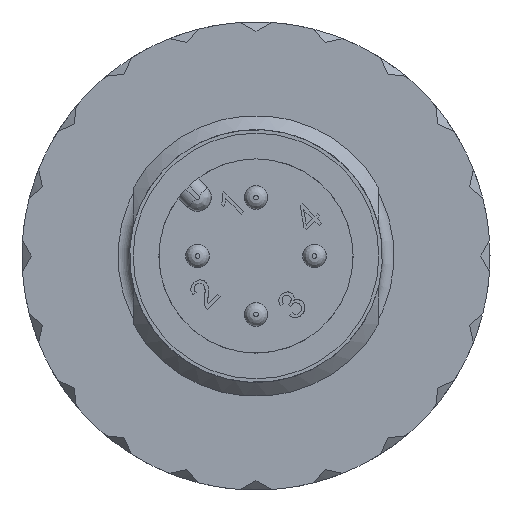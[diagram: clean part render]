
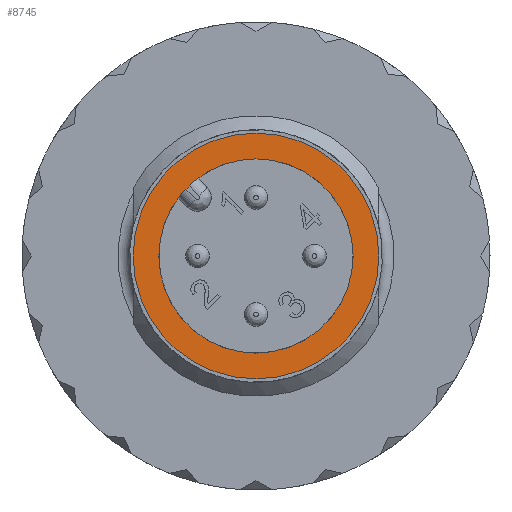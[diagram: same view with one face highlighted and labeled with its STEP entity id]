
A CAD part, front view. The second image highlights one B-rep face of the part: STEP entity #8745.
In plain terms, the highlighted planar face has unit normal (0, -1, 0).
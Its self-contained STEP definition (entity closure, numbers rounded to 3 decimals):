
#433 = CYLINDRICAL_SURFACE('',#434,4.15);
#434 = AXIS2_PLACEMENT_3D('',#435,#436,#437);
#435 = CARTESIAN_POINT('',(0.,-14.75,
    0.));
#436 = DIRECTION('',(0.,1.,0.));
#437 = DIRECTION('',(0.,0.,1.));
#8539 = CYLINDRICAL_SURFACE('',#8540,5.25);
#8540 = AXIS2_PLACEMENT_3D('',#8541,#8542,#8543);
#8541 = CARTESIAN_POINT('',(0.,-18.7,
    0.));
#8542 = DIRECTION('',(0.,1.,0.));
#8543 = DIRECTION('',(0.,0.,1.));
#8590 = VERTEX_POINT('',#8591);
#8591 = CARTESIAN_POINT('',(0.,-19.2,5.25));
#8611 = EDGE_CURVE('',#8590,#8590,#8612,.T.);
#8612 = SURFACE_CURVE('',#8613,(#8618,#8647),.PCURVE_S1.);
#8613 = CIRCLE('',#8614,5.25);
#8614 = AXIS2_PLACEMENT_3D('',#8615,#8616,#8617);
#8615 = CARTESIAN_POINT('',(0.,-19.2,
    0.));
#8616 = DIRECTION('',(0.,1.,0.));
#8617 = DIRECTION('',(0.,0.,1.));
#8618 = PCURVE('',#8539,#8619);
#8619 = DEFINITIONAL_REPRESENTATION('',(#8620),#8646);
#8620 = B_SPLINE_CURVE_WITH_KNOTS('',3,(#8621,#8622,#8623,#8624,#8625,
    #8626,#8627,#8628,#8629,#8630,#8631,#8632,#8633,#8634,#8635,#8636,
    #8637,#8638,#8639,#8640,#8641,#8642,#8643,#8644,#8645),
  .UNSPECIFIED.,.F.,.F.,(4,1,1,1,1,1,1,1,1,1,1,1,1,1,1,1,1,1,1,1,1,1,4),
  (0.,0.286,0.571,0.857,1.142,
    1.428,1.714,1.999,2.285,
    2.57,2.856,3.142,3.427,
    3.713,3.998,4.284,4.57,
    4.855,5.141,5.426,5.712,
    5.998,6.283),.QUASI_UNIFORM_KNOTS.);
#8621 = CARTESIAN_POINT('',(0.,-0.5));
#8622 = CARTESIAN_POINT('',(0.095,-0.5));
#8623 = CARTESIAN_POINT('',(0.286,-0.5));
#8624 = CARTESIAN_POINT('',(0.571,-0.5));
#8625 = CARTESIAN_POINT('',(0.857,-0.5));
#8626 = CARTESIAN_POINT('',(1.142,-0.5));
#8627 = CARTESIAN_POINT('',(1.428,-0.5));
#8628 = CARTESIAN_POINT('',(1.714,-0.5));
#8629 = CARTESIAN_POINT('',(1.999,-0.5));
#8630 = CARTESIAN_POINT('',(2.285,-0.5));
#8631 = CARTESIAN_POINT('',(2.57,-0.5));
#8632 = CARTESIAN_POINT('',(2.856,-0.5));
#8633 = CARTESIAN_POINT('',(3.142,-0.5));
#8634 = CARTESIAN_POINT('',(3.427,-0.5));
#8635 = CARTESIAN_POINT('',(3.713,-0.5));
#8636 = CARTESIAN_POINT('',(3.998,-0.5));
#8637 = CARTESIAN_POINT('',(4.284,-0.5));
#8638 = CARTESIAN_POINT('',(4.57,-0.5));
#8639 = CARTESIAN_POINT('',(4.855,-0.5));
#8640 = CARTESIAN_POINT('',(5.141,-0.5));
#8641 = CARTESIAN_POINT('',(5.426,-0.5));
#8642 = CARTESIAN_POINT('',(5.712,-0.5));
#8643 = CARTESIAN_POINT('',(5.998,-0.5));
#8644 = CARTESIAN_POINT('',(6.188,-0.5));
#8645 = CARTESIAN_POINT('',(6.283,-0.5));
#8646 = ( GEOMETRIC_REPRESENTATION_CONTEXT(2) 
PARAMETRIC_REPRESENTATION_CONTEXT() REPRESENTATION_CONTEXT('2D SPACE',''
  ) );
#8647 = PCURVE('',#8648,#8653);
#8648 = PLANE('',#8649);
#8649 = AXIS2_PLACEMENT_3D('',#8650,#8651,#8652);
#8650 = CARTESIAN_POINT('',(0.,-19.2,4.7));
#8651 = DIRECTION('',(0.,-1.,0.));
#8652 = DIRECTION('',(0.,0.,-1.));
#8653 = DEFINITIONAL_REPRESENTATION('',(#8654),#8662);
#8654 = ( BOUNDED_CURVE() B_SPLINE_CURVE(2,(#8655,#8656,#8657,#8658,
#8659,#8660,#8661),.UNSPECIFIED.,.F.,.F.) B_SPLINE_CURVE_WITH_KNOTS((1,2
    ,2,2,2,1),(-2.094,0.,2.094,4.189,
6.283,8.378),.UNSPECIFIED.) CURVE() 
GEOMETRIC_REPRESENTATION_ITEM() RATIONAL_B_SPLINE_CURVE((1.,0.5,1.,0.5,
1.,0.5,1.)) REPRESENTATION_ITEM('') );
#8655 = CARTESIAN_POINT('',(-0.55,0.));
#8656 = CARTESIAN_POINT('',(-0.55,9.093));
#8657 = CARTESIAN_POINT('',(7.325,4.547));
#8658 = CARTESIAN_POINT('',(15.2,0.));
#8659 = CARTESIAN_POINT('',(7.325,-4.547));
#8660 = CARTESIAN_POINT('',(-0.55,-9.093));
#8661 = CARTESIAN_POINT('',(-0.55,0.));
#8662 = ( GEOMETRIC_REPRESENTATION_CONTEXT(2) 
PARAMETRIC_REPRESENTATION_CONTEXT() REPRESENTATION_CONTEXT('2D SPACE',''
  ) );
#8674 = VERTEX_POINT('',#8675);
#8675 = CARTESIAN_POINT('',(0.,-19.2,4.15));
#8695 = EDGE_CURVE('',#8674,#8674,#8696,.T.);
#8696 = SURFACE_CURVE('',#8697,(#8702,#8731),.PCURVE_S1.);
#8697 = CIRCLE('',#8698,4.15);
#8698 = AXIS2_PLACEMENT_3D('',#8699,#8700,#8701);
#8699 = CARTESIAN_POINT('',(0.,-19.2,
    0.));
#8700 = DIRECTION('',(0.,1.,0.));
#8701 = DIRECTION('',(0.,0.,1.));
#8702 = PCURVE('',#433,#8703);
#8703 = DEFINITIONAL_REPRESENTATION('',(#8704),#8730);
#8704 = B_SPLINE_CURVE_WITH_KNOTS('',3,(#8705,#8706,#8707,#8708,#8709,
    #8710,#8711,#8712,#8713,#8714,#8715,#8716,#8717,#8718,#8719,#8720,
    #8721,#8722,#8723,#8724,#8725,#8726,#8727,#8728,#8729),
  .UNSPECIFIED.,.F.,.F.,(4,1,1,1,1,1,1,1,1,1,1,1,1,1,1,1,1,1,1,1,1,1,4),
  (0.,0.286,0.571,0.857,1.142,
    1.428,1.714,1.999,2.285,
    2.57,2.856,3.142,3.427,
    3.713,3.998,4.284,4.57,
    4.855,5.141,5.426,5.712,
    5.998,6.283),.QUASI_UNIFORM_KNOTS.);
#8705 = CARTESIAN_POINT('',(0.,-4.45));
#8706 = CARTESIAN_POINT('',(0.095,-4.45));
#8707 = CARTESIAN_POINT('',(0.286,-4.45));
#8708 = CARTESIAN_POINT('',(0.571,-4.45));
#8709 = CARTESIAN_POINT('',(0.857,-4.45));
#8710 = CARTESIAN_POINT('',(1.142,-4.45));
#8711 = CARTESIAN_POINT('',(1.428,-4.45));
#8712 = CARTESIAN_POINT('',(1.714,-4.45));
#8713 = CARTESIAN_POINT('',(1.999,-4.45));
#8714 = CARTESIAN_POINT('',(2.285,-4.45));
#8715 = CARTESIAN_POINT('',(2.57,-4.45));
#8716 = CARTESIAN_POINT('',(2.856,-4.45));
#8717 = CARTESIAN_POINT('',(3.142,-4.45));
#8718 = CARTESIAN_POINT('',(3.427,-4.45));
#8719 = CARTESIAN_POINT('',(3.713,-4.45));
#8720 = CARTESIAN_POINT('',(3.998,-4.45));
#8721 = CARTESIAN_POINT('',(4.284,-4.45));
#8722 = CARTESIAN_POINT('',(4.57,-4.45));
#8723 = CARTESIAN_POINT('',(4.855,-4.45));
#8724 = CARTESIAN_POINT('',(5.141,-4.45));
#8725 = CARTESIAN_POINT('',(5.426,-4.45));
#8726 = CARTESIAN_POINT('',(5.712,-4.45));
#8727 = CARTESIAN_POINT('',(5.998,-4.45));
#8728 = CARTESIAN_POINT('',(6.188,-4.45));
#8729 = CARTESIAN_POINT('',(6.283,-4.45));
#8730 = ( GEOMETRIC_REPRESENTATION_CONTEXT(2) 
PARAMETRIC_REPRESENTATION_CONTEXT() REPRESENTATION_CONTEXT('2D SPACE',''
  ) );
#8731 = PCURVE('',#8648,#8732);
#8732 = DEFINITIONAL_REPRESENTATION('',(#8733),#8741);
#8733 = ( BOUNDED_CURVE() B_SPLINE_CURVE(2,(#8734,#8735,#8736,#8737,
#8738,#8739,#8740),.UNSPECIFIED.,.F.,.F.) B_SPLINE_CURVE_WITH_KNOTS((1,2
    ,2,2,2,1),(-2.094,0.,2.094,4.189,
6.283,8.378),.UNSPECIFIED.) CURVE() 
GEOMETRIC_REPRESENTATION_ITEM() RATIONAL_B_SPLINE_CURVE((1.,0.5,1.,0.5,
1.,0.5,1.)) REPRESENTATION_ITEM('') );
#8734 = CARTESIAN_POINT('',(0.55,0.));
#8735 = CARTESIAN_POINT('',(0.55,7.188));
#8736 = CARTESIAN_POINT('',(6.775,3.594));
#8737 = CARTESIAN_POINT('',(13.,0.));
#8738 = CARTESIAN_POINT('',(6.775,-3.594));
#8739 = CARTESIAN_POINT('',(0.55,-7.188));
#8740 = CARTESIAN_POINT('',(0.55,0.));
#8741 = ( GEOMETRIC_REPRESENTATION_CONTEXT(2) 
PARAMETRIC_REPRESENTATION_CONTEXT() REPRESENTATION_CONTEXT('2D SPACE',''
  ) );
#8745 = ADVANCED_FACE('',(#8746,#8749),#8648,.T.);
#8746 = FACE_BOUND('',#8747,.T.);
#8747 = EDGE_LOOP('',(#8748));
#8748 = ORIENTED_EDGE('',*,*,#8611,.F.);
#8749 = FACE_BOUND('',#8750,.T.);
#8750 = EDGE_LOOP('',(#8751));
#8751 = ORIENTED_EDGE('',*,*,#8695,.T.);
